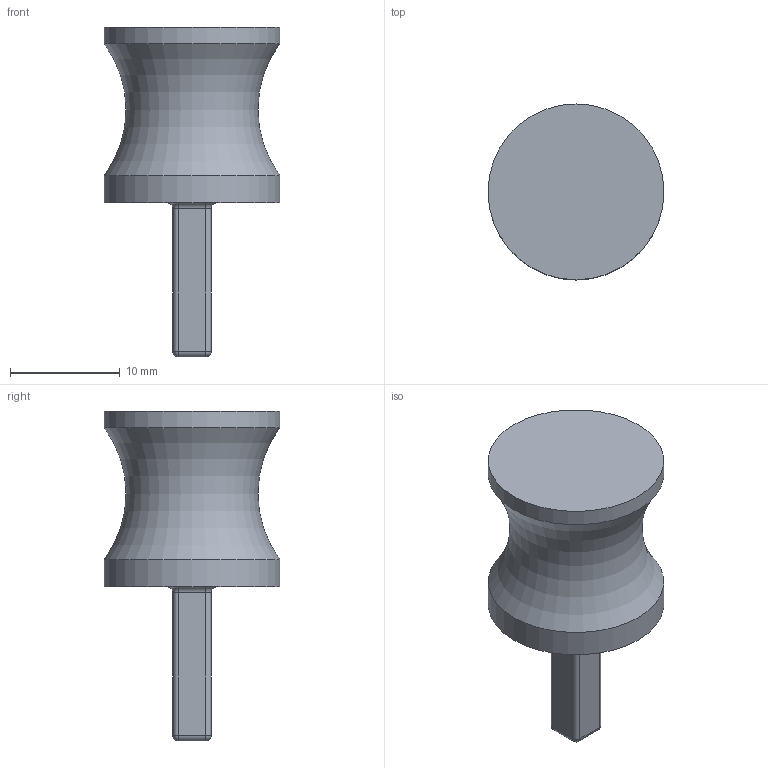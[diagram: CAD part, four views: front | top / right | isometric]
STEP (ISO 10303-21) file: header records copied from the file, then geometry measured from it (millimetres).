
FILE_DESCRIPTION(/* description */ (''),/* implementation_level */ '2;1');
FILE_NAME(/* name */ 'Lock Pin.step',/* time_stamp */ '2018-06-29T14:06:02+02:00',/* author */ ('boelle'),/* organization */ (''),/* preprocessor_version */ 'ST-DEVELOPER v17',/* originating_system */ 'Autodesk Translation Framework v7.1.0.215',/* authorisation */ '');
FILE_SCHEMA (('AUTOMOTIVE_DESIGN { 1 0 10303 214 3 1 1 }'));
Length unit declared in the file: millimetre
Products named in the file (2): Lock Pin; Component1
Assembly tree (1 placements, depth 2):
  Lock Pin
    Component1
Bounding box: 16 x 16 x 30 mm (x, y, z)
Volume: 2646.6 mm3; surface area: 1321.4 mm2
Topology: 1 solids, 1 shells, 30 faces, 59 edges, 32 vertices
Faces by surface type: cylinder 14, plane 7, torus 5, sphere 4
Full cylindrical faces by diameter (mm): 16 x2
Entity records: 819 total; most frequent: DIRECTION 158, CARTESIAN_POINT 124, ORIENTED_EDGE 118, AXIS2_PLACEMENT_3D 66, EDGE_CURVE 59, CIRCLE 33, VERTEX_POINT 32, EDGE_LOOP 31
